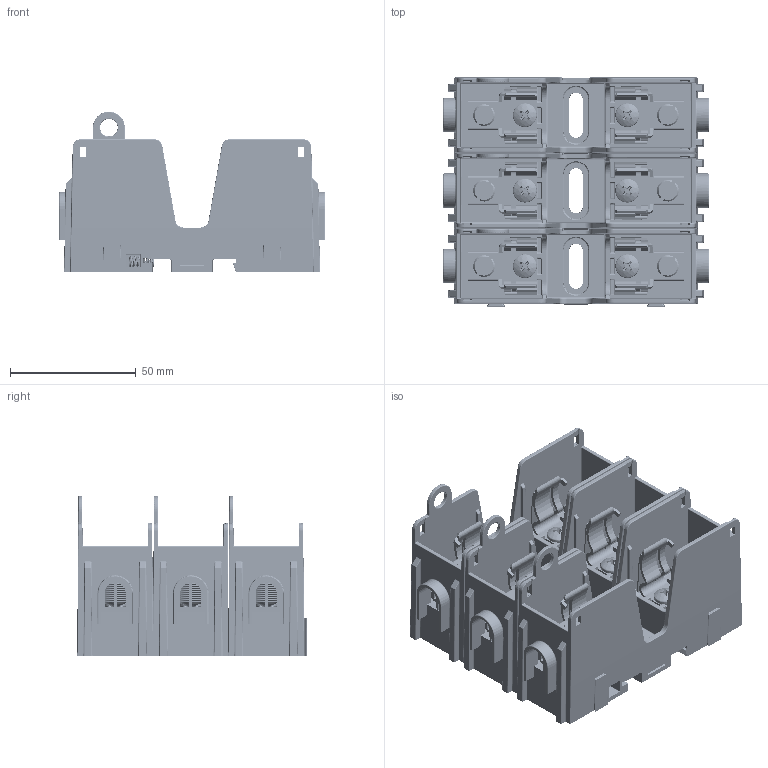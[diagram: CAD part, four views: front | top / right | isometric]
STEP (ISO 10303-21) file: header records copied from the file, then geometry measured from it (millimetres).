
FILE_DESCRIPTION (( 'STEP AP214' ), '1' );
FILE_NAME ('OUT-380443-3.STEP', '2024-02-26T22:01:55', ( '' ), ( '' ), 'SwSTEP 2.0', 'SolidWorks 2021', '' );
FILE_SCHEMA (( 'AUTOMOTIVE_DESIGN' ));
Length unit declared in the file: inch
Products named in the file (9): C08970; 360384_WITH REINFORCING SPRING; OUT-380443-3; 370037_WITH REINFORCING SPRING; 410045; 330832_OVER CLIP; 310170; F08936_90272A147; 220034_2022N118
Assembly tree (22 placements, depth 3):
  OUT-380443-3
    410045  x3
    360384_WITH REINFORCING SPRING  x6
      370037_WITH REINFORCING SPRING
      C08970
      310170
      330832_OVER CLIP
    F08936_90272A147  x6
    220034_2022N118  x3
Bounding box: 105.4 x 90.93 x 63.75 mm (x, y, z)
Volume: 139568.3 mm3; surface area: 137169.6 mm2
Topology: 36 solids, 36 shells, 5592 faces, 13671 edges, 8160 vertices
Faces by surface type: plane 2271, cylinder 2007, bspline 444, sphere 444, cone 384, torus 42
Entity records: 48580 total; most frequent: CARTESIAN_POINT 16300, ORIENTED_EDGE 7018, DIRECTION 6362, EDGE_CURVE 3509, AXIS2_PLACEMENT_3D 2194, VERTEX_POINT 2090, VECTOR 1974, LINE 1974
